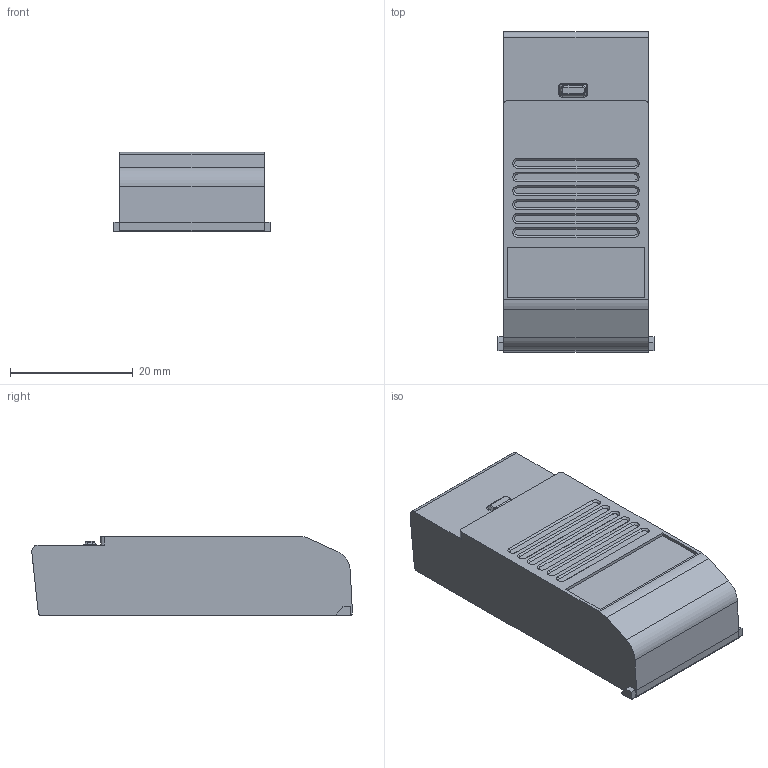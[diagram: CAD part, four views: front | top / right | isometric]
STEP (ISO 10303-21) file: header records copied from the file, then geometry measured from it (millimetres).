
FILE_DESCRIPTION((''),'2;1');
FILE_NAME('','2024-09-12T',(''),(''),'PRO/ENGINEER BY PARAMETRIC TECHNOLOGY CORPORATION, 2003250','PRO/ENGINEER BY PARAMETRIC TECHNOLOGY CORPORATION, 2003250','');
FILE_SCHEMA(('CONFIG_CONTROL_DESIGN'));
Length unit declared in the file: millimetre
Bounding box: 25.45 x 52.15 x 12.9 mm (x, y, z)
Volume: 2901.2 mm3; surface area: 5565.6 mm2
Topology: 1 solids, 1 shells, 178 faces, 442 edges, 278 vertices
Faces by surface type: plane 105, cylinder 43, bspline 16, cone 12, torus 2
Entity records: 5789 total; most frequent: CARTESIAN_POINT 1583, ORIENTED_EDGE 884, DIRECTION 826, EDGE_CURVE 442, VECTOR 310, LINE 310, VERTEX_POINT 278, AXIS2_PLACEMENT_3D 258
